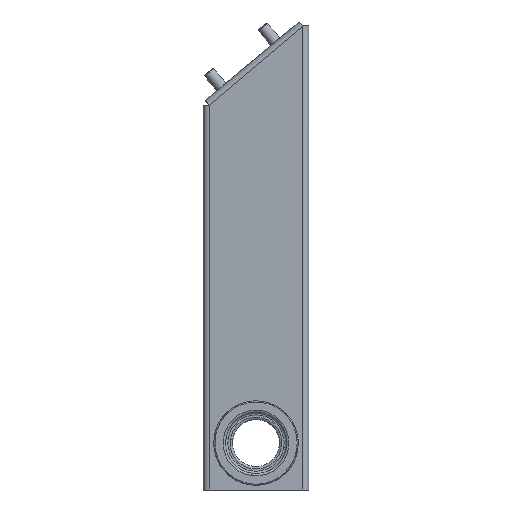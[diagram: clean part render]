
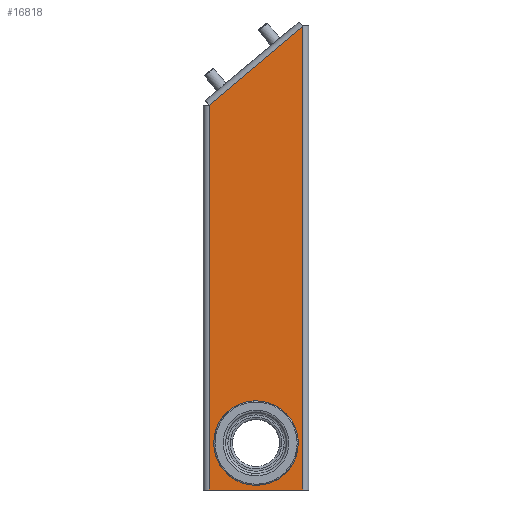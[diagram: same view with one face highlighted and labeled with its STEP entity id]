
A CAD part, left-side view. The second image highlights one B-rep face of the part: STEP entity #16818.
In plain terms, the highlighted planar face has unit normal (-1, 0, 0).
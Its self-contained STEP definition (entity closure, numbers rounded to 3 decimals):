
#104 = VERTEX_POINT ( 'NONE', #12105 ) ;
#503 = DIRECTION ( 'NONE',  ( 0., -1., 0. ) ) ;
#1074 = DIRECTION ( 'NONE',  ( 1., 0., 0. ) ) ;
#2240 = VECTOR ( 'NONE', #2928, 1000. ) ;
#2689 = EDGE_CURVE ( 'NONE', #9915, #18765, #19621, .T. ) ;
#2928 = DIRECTION ( 'NONE',  ( 0., -0.767, 0.642 ) ) ;
#3168 = AXIS2_PLACEMENT_3D ( 'NONE', #3891, #9069, #503 ) ;
#3498 = CARTESIAN_POINT ( 'NONE',  ( 0., -17.136, 200. ) ) ;
#3891 = CARTESIAN_POINT ( 'NONE',  ( 0., -14.636, 200. ) ) ;
#4306 = EDGE_CURVE ( 'NONE', #104, #18765, #14234, .T. ) ;
#4354 = ORIENTED_EDGE ( 'NONE', *, *, #12780, .T. ) ;
#5216 = CIRCLE ( 'NONE', #19639, 15.2 ) ;
#5558 = DIRECTION ( 'NONE',  ( 0., 1., 0. ) ) ;
#6065 = CARTESIAN_POINT ( 'NONE',  ( 0., -57.136, 0. ) ) ;
#6156 = EDGE_CURVE ( 'NONE', #104, #19442, #20073, .T. ) ;
#6898 = CIRCLE ( 'NONE', #9443, 15.2 ) ;
#7255 = VERTEX_POINT ( 'NONE', #8680 ) ;
#7301 = ORIENTED_EDGE ( 'NONE', *, *, #20953, .F. ) ;
#8206 = ORIENTED_EDGE ( 'NONE', *, *, #4306, .T. ) ;
#8222 = CARTESIAN_POINT ( 'NONE',  ( 0., -57.136, 197.5 ) ) ;
#8562 = VECTOR ( 'NONE', #20386, 1000. ) ;
#8641 = ORIENTED_EDGE ( 'NONE', *, *, #2689, .F. ) ;
#8680 = CARTESIAN_POINT ( 'NONE',  ( 0., -52.336, 20. ) ) ;
#8958 = FACE_BOUND ( 'NONE', #14180, .T. ) ;
#9069 = DIRECTION ( 'NONE',  ( -1., 0., 0. ) ) ;
#9443 = AXIS2_PLACEMENT_3D ( 'NONE', #17518, #14261, #5558 ) ;
#9915 = VERTEX_POINT ( 'NONE', #6065 ) ;
#10545 = FACE_OUTER_BOUND ( 'NONE', #20794, .T. ) ;
#10681 = CARTESIAN_POINT ( 'NONE',  ( 0., -21.936, 20. ) ) ;
#11915 = LINE ( 'NONE', #15229, #8562 ) ;
#12105 = CARTESIAN_POINT ( 'NONE',  ( 0., -17.136, 164. ) ) ;
#12780 = EDGE_CURVE ( 'NONE', #16688, #7255, #6898, .T. ) ;
#14180 = EDGE_LOOP ( 'NONE', ( #4354, #14975 ) ) ;
#14234 = LINE ( 'NONE', #3498, #19517 ) ;
#14261 = DIRECTION ( 'NONE',  ( 1., 0., 0. ) ) ;
#14606 = DIRECTION ( 'NONE',  ( 0., 1., 0. ) ) ;
#14693 = CARTESIAN_POINT ( 'NONE',  ( 0., -17.136, 164. ) ) ;
#14975 = ORIENTED_EDGE ( 'NONE', *, *, #15642, .T. ) ;
#15229 = CARTESIAN_POINT ( 'NONE',  ( 0., -57.136, 200. ) ) ;
#15642 = EDGE_CURVE ( 'NONE', #7255, #16688, #5216, .T. ) ;
#15846 = PLANE ( 'NONE',  #3168 ) ;
#16688 = VERTEX_POINT ( 'NONE', #10681 ) ;
#16818 = ADVANCED_FACE ( 'NONE', ( #8958, #10545 ), #15846, .T. ) ;
#17262 = CARTESIAN_POINT ( 'NONE',  ( 0., -17.136, 0. ) ) ;
#17274 = DIRECTION ( 'NONE',  ( 0., 0., -1. ) ) ;
#17518 = CARTESIAN_POINT ( 'NONE',  ( 0., -37.136, 20. ) ) ;
#17816 = DIRECTION ( 'NONE',  ( 0., 1., 0. ) ) ;
#18765 = VERTEX_POINT ( 'NONE', #17262 ) ;
#19280 = CARTESIAN_POINT ( 'NONE',  ( 0., -14.636, 0. ) ) ;
#19442 = VERTEX_POINT ( 'NONE', #8222 ) ;
#19517 = VECTOR ( 'NONE', #17274, 1000. ) ;
#19621 = LINE ( 'NONE', #19280, #19767 ) ;
#19639 = AXIS2_PLACEMENT_3D ( 'NONE', #19879, #1074, #14606 ) ;
#19767 = VECTOR ( 'NONE', #17816, 1000. ) ;
#19879 = CARTESIAN_POINT ( 'NONE',  ( 0., -37.136, 20. ) ) ;
#20073 = LINE ( 'NONE', #14693, #2240 ) ;
#20386 = DIRECTION ( 'NONE',  ( 0., 0., -1. ) ) ;
#20590 = ORIENTED_EDGE ( 'NONE', *, *, #6156, .F. ) ;
#20794 = EDGE_LOOP ( 'NONE', ( #20590, #8206, #8641, #7301 ) ) ;
#20953 = EDGE_CURVE ( 'NONE', #19442, #9915, #11915, .T. ) ;
